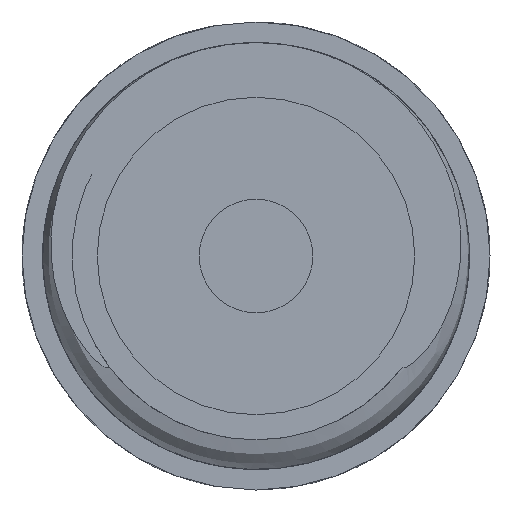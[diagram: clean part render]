
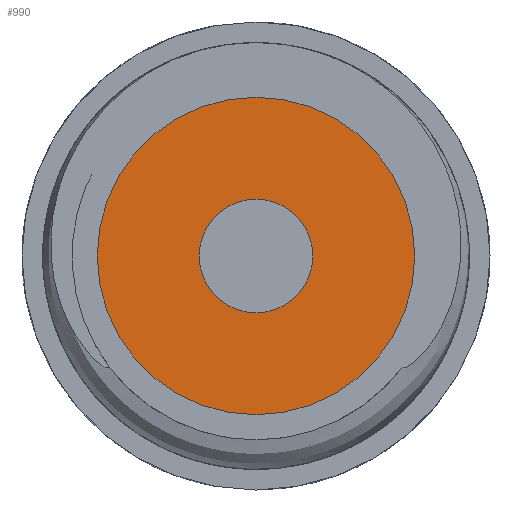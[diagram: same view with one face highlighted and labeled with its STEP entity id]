
A CAD part, left-side view. The second image highlights one B-rep face of the part: STEP entity #990.
In plain terms, the highlighted planar face has unit normal (-1, 0, 0).
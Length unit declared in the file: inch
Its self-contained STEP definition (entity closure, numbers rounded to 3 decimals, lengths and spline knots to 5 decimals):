
#270 = AXIS2_PLACEMENT_3D ( 'NONE', #4523, #2016, #4024 ) ;
#495 = CIRCLE ( 'NONE', #4164, 0.034 ) ;
#701 = EDGE_CURVE ( 'NONE', #1118, #5238, #495, .T. ) ;
#787 = AXIS2_PLACEMENT_3D ( 'NONE', #1046, #2085, #3044 ) ;
#990 = ADVANCED_FACE ( 'NONE', ( #5089, #5624 ), #1624, .F. ) ;
#1046 = CARTESIAN_POINT ( 'NONE',  ( 0.2, 0., 0. ) ) ;
#1118 = VERTEX_POINT ( 'NONE', #4680 ) ;
#1321 = AXIS2_PLACEMENT_3D ( 'NONE', #2920, #1487, #6365 ) ;
#1347 = EDGE_LOOP ( 'NONE', ( #3905, #2290 ) ) ;
#1434 = DIRECTION ( 'NONE',  ( 1., 0., 0. ) ) ;
#1487 = DIRECTION ( 'NONE',  ( 1., 0., 0. ) ) ;
#1624 = PLANE ( 'NONE',  #270 ) ;
#1648 = AXIS2_PLACEMENT_3D ( 'NONE', #2348, #5821, #2772 ) ;
#2016 = DIRECTION ( 'NONE',  ( 1., 0., 0. ) ) ;
#2085 = DIRECTION ( 'NONE',  ( 1., 0., 0. ) ) ;
#2153 = CIRCLE ( 'NONE', #1321, 0.095 ) ;
#2170 = CIRCLE ( 'NONE', #1648, 0.095 ) ;
#2290 = ORIENTED_EDGE ( 'NONE', *, *, #3509, .F. ) ;
#2291 = VERTEX_POINT ( 'NONE', #5171 ) ;
#2348 = CARTESIAN_POINT ( 'NONE',  ( 0.2, 0., 0. ) ) ;
#2475 = CARTESIAN_POINT ( 'NONE',  ( 0.2, 0., 0. ) ) ;
#2772 = DIRECTION ( 'NONE',  ( 0., 0., -1. ) ) ;
#2920 = CARTESIAN_POINT ( 'NONE',  ( 0.2, 0., 0. ) ) ;
#3044 = DIRECTION ( 'NONE',  ( 0., 0., -1. ) ) ;
#3509 = EDGE_CURVE ( 'NONE', #3828, #2291, #2153, .T. ) ;
#3738 = ORIENTED_EDGE ( 'NONE', *, *, #701, .T. ) ;
#3828 = VERTEX_POINT ( 'NONE', #4073 ) ;
#3905 = ORIENTED_EDGE ( 'NONE', *, *, #6434, .F. ) ;
#4024 = DIRECTION ( 'NONE',  ( 0., 0., -1. ) ) ;
#4073 = CARTESIAN_POINT ( 'NONE',  ( 0.2, 0., -0.095 ) ) ;
#4076 = EDGE_CURVE ( 'NONE', #5238, #1118, #6169, .T. ) ;
#4164 = AXIS2_PLACEMENT_3D ( 'NONE', #2475, #1434, #5451 ) ;
#4523 = CARTESIAN_POINT ( 'NONE',  ( 0.2, 0., 0. ) ) ;
#4545 = EDGE_LOOP ( 'NONE', ( #3738, #6496 ) ) ;
#4680 = CARTESIAN_POINT ( 'NONE',  ( 0.2, 0., 0.034 ) ) ;
#5089 = FACE_BOUND ( 'NONE', #4545, .T. ) ;
#5171 = CARTESIAN_POINT ( 'NONE',  ( 0.2, 0., 0.095 ) ) ;
#5238 = VERTEX_POINT ( 'NONE', #6401 ) ;
#5451 = DIRECTION ( 'NONE',  ( 0., 0., -1. ) ) ;
#5624 = FACE_OUTER_BOUND ( 'NONE', #1347, .T. ) ;
#5821 = DIRECTION ( 'NONE',  ( 1., 0., 0. ) ) ;
#6169 = CIRCLE ( 'NONE', #787, 0.034 ) ;
#6365 = DIRECTION ( 'NONE',  ( 0., 0., -1. ) ) ;
#6401 = CARTESIAN_POINT ( 'NONE',  ( 0.2, 0., -0.034 ) ) ;
#6434 = EDGE_CURVE ( 'NONE', #2291, #3828, #2170, .T. ) ;
#6496 = ORIENTED_EDGE ( 'NONE', *, *, #4076, .T. ) ;
